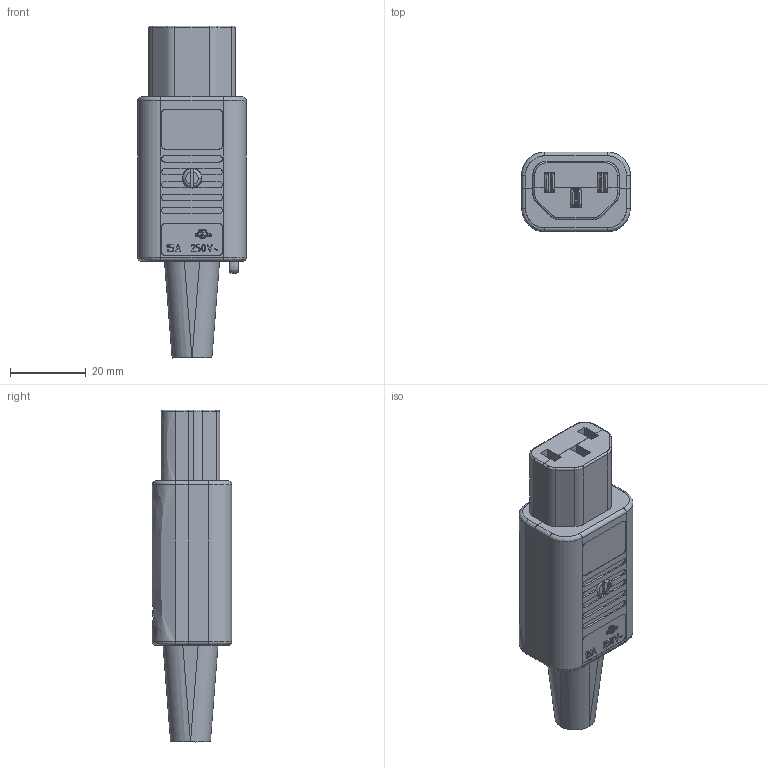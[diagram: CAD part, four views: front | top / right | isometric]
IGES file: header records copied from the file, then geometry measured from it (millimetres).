
Start section: SolidWorks IGES file using analytic representation for surfaces
Global section: file name: 0100.6139_Export.IGS; native system: SolidWorks 2006 by SolidWorks Corporation; preprocessor: SolidWorks 2006 by SolidWorks Corporation; author: hotzar; date: 080605.150627; units: millimetre
Bounding box: 28.6 x 21 x 87.5 mm (x, y, z)
Surface area: 22792 mm2 (no closed solid volume)
Topology: 0 solids, 0 shells, 2133 faces, 17017 edges, 17012 vertices
Faces by surface type: bspline 1673, revolution 460
